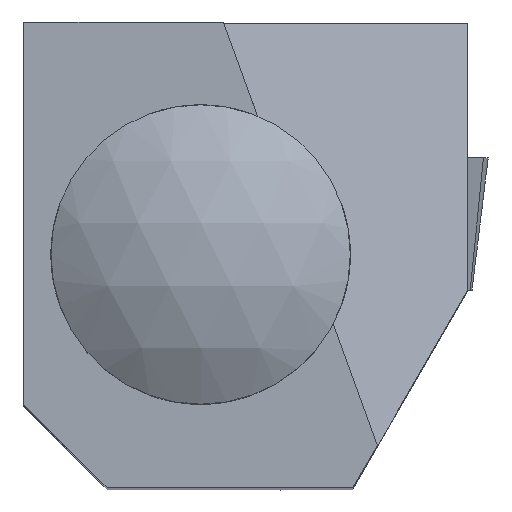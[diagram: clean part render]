
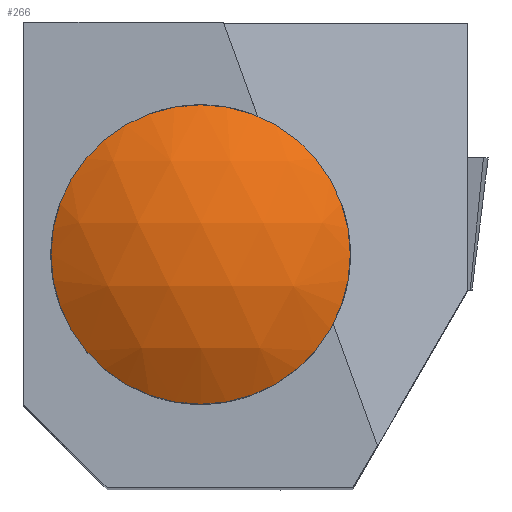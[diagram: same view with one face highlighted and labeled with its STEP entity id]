
A CAD part, top view. The second image highlights one B-rep face of the part: STEP entity #266.
In plain terms, the highlighted spherical face has radius 8 mm.
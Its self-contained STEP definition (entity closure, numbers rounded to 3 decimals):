
#210=SPHERICAL_SURFACE('',#777,8.);
#211=FACE_OUTER_BOUND('',#321,.T.);
#266=ADVANCED_FACE('',(#211),#210,.T.);
#321=EDGE_LOOP('',(#386));
#386=ORIENTED_EDGE('',*,*,#565,.T.);
#565=EDGE_CURVE('',#707,#707,#648,.T.);
#648=CIRCLE('',#776,4.5);
#707=VERTEX_POINT('',#1344);
#776=AXIS2_PLACEMENT_3D('',#1343,#855,#856);
#777=AXIS2_PLACEMENT_3D('',#1345,#857,#858);
#855=DIRECTION('',(0.,0.,1.));
#856=DIRECTION('',(0.,-1.,0.));
#857=DIRECTION('',(0.,1.,0.));
#858=DIRECTION('',(0.,0.,-1.));
#1343=CARTESIAN_POINT('',(5.314,7.,6.614));
#1344=CARTESIAN_POINT('',(5.314,2.5,6.614));
#1345=CARTESIAN_POINT('',(5.314,7.,0.));
